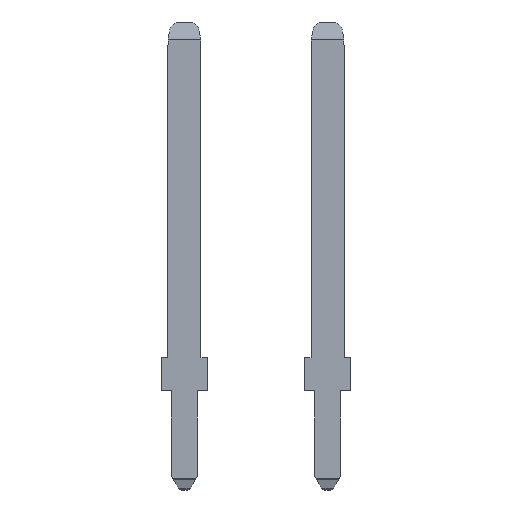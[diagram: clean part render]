
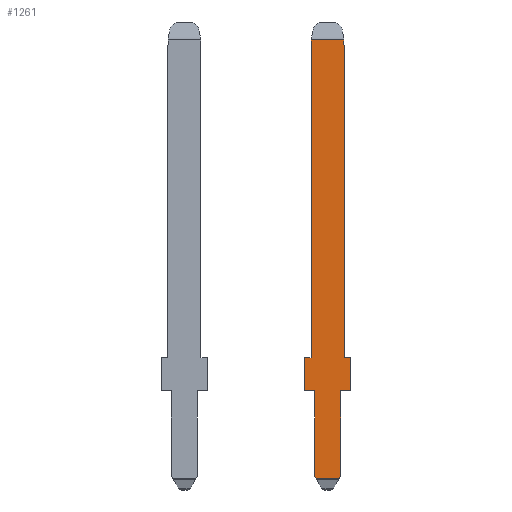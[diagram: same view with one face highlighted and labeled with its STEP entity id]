
A CAD part, front view. The second image highlights one B-rep face of the part: STEP entity #1261.
In plain terms, the highlighted planar face has unit normal (0, -1, 0).
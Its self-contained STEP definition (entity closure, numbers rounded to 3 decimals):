
#27 = LINE ( 'NONE', #753, #682 ) ;
#38 = LINE ( 'NONE', #1637, #690 ) ;
#40 = CARTESIAN_POINT ( 'NONE',  ( -0.85, -0.3, -0.653 ) ) ;
#48 = EDGE_CURVE ( 'NONE', #229, #1066, #1663, .T. ) ;
#54 = VECTOR ( 'NONE', #627, 1000. ) ;
#55 = ORIENTED_EDGE ( 'NONE', *, *, #435, .F. ) ;
#72 = CARTESIAN_POINT ( 'NONE',  ( 0.85, -0.3, -13.4 ) ) ;
#75 = LINE ( 'NONE', #1011, #1445 ) ;
#77 = CARTESIAN_POINT ( 'NONE',  ( -0.85, -0.3, -12.2 ) ) ;
#94 = LINE ( 'NONE', #840, #750 ) ;
#129 = ORIENTED_EDGE ( 'NONE', *, *, #48, .F. ) ;
#145 = CARTESIAN_POINT ( 'NONE',  ( -0.47, -0.3, -16.5 ) ) ;
#172 = DIRECTION ( 'NONE',  ( 1., 0., 0. ) ) ;
#181 = CARTESIAN_POINT ( 'NONE',  ( 0.6, -0.3, -0.998 ) ) ;
#182 = VERTEX_POINT ( 'NONE', #681 ) ;
#194 = EDGE_CURVE ( 'NONE', #767, #928, #1225, .T. ) ;
#198 = VECTOR ( 'NONE', #1622, 1000. ) ;
#207 = DIRECTION ( 'NONE',  ( 1., 0., 0. ) ) ;
#229 = VERTEX_POINT ( 'NONE', #772 ) ;
#242 = VECTOR ( 'NONE', #1057, 1000. ) ;
#244 = LINE ( 'NONE', #77, #907 ) ;
#267 = ORIENTED_EDGE ( 'NONE', *, *, #643, .F. ) ;
#308 = ORIENTED_EDGE ( 'NONE', *, *, #701, .F. ) ;
#326 = DIRECTION ( 'NONE',  ( 0., 1., 0. ) ) ;
#330 = CARTESIAN_POINT ( 'NONE',  ( -3.4, -0.3, -0.998 ) ) ;
#339 = LINE ( 'NONE', #1235, #1688 ) ;
#349 = CARTESIAN_POINT ( 'NONE',  ( -0.585, -0.3, -0.653 ) ) ;
#399 = LINE ( 'NONE', #646, #1061 ) ;
#409 = AXIS2_PLACEMENT_3D ( 'NONE', #1122, #326, #1260 ) ;
#426 = LINE ( 'NONE', #1147, #1488 ) ;
#435 = EDGE_CURVE ( 'NONE', #1395, #1343, #399, .T. ) ;
#447 = LINE ( 'NONE', #1297, #54 ) ;
#462 = VERTEX_POINT ( 'NONE', #926 ) ;
#475 = DIRECTION ( 'NONE',  ( 0., 0., -1. ) ) ;
#485 = VERTEX_POINT ( 'NONE', #145 ) ;
#492 = DIRECTION ( 'NONE',  ( 0., 0., 1. ) ) ;
#525 = CARTESIAN_POINT ( 'NONE',  ( 0.585, -0.3, -0.653 ) ) ;
#542 = EDGE_CURVE ( 'NONE', #485, #1050, #904, .T. ) ;
#546 = DIRECTION ( 'NONE',  ( 0., 1., 0. ) ) ;
#551 = CARTESIAN_POINT ( 'NONE',  ( -0.85, -0.3, -12.2 ) ) ;
#565 = CARTESIAN_POINT ( 'NONE',  ( -0.85, -0.3, -12.2 ) ) ;
#576 = ORIENTED_EDGE ( 'NONE', *, *, #1579, .F. ) ;
#627 = DIRECTION ( 'NONE',  ( 0., 0., -1. ) ) ;
#639 = ORIENTED_EDGE ( 'NONE', *, *, #664, .F. ) ;
#643 = EDGE_CURVE ( 'NONE', #182, #710, #94, .T. ) ;
#646 = CARTESIAN_POINT ( 'NONE',  ( 0.47, -0.3, -16.586 ) ) ;
#649 = VERTEX_POINT ( 'NONE', #721 ) ;
#659 = PLANE ( 'NONE',  #1712 ) ;
#664 = EDGE_CURVE ( 'NONE', #1255, #767, #799, .T. ) ;
#666 = AXIS2_PLACEMENT_3D ( 'NONE', #330, #1267, #475 ) ;
#681 = CARTESIAN_POINT ( 'NONE',  ( 0.85, -0.3, -12.2 ) ) ;
#682 = VECTOR ( 'NONE', #1560, 1000. ) ;
#690 = VECTOR ( 'NONE', #963, 1000. ) ;
#701 = EDGE_CURVE ( 'NONE', #928, #1474, #1425, .T. ) ;
#710 = VERTEX_POINT ( 'NONE', #72 ) ;
#711 = LINE ( 'NONE', #1625, #1387 ) ;
#717 = ORIENTED_EDGE ( 'NONE', *, *, #1705, .F. ) ;
#721 = CARTESIAN_POINT ( 'NONE',  ( 0.6, -0.3, -12.2 ) ) ;
#723 = CARTESIAN_POINT ( 'NONE',  ( -0.47, -0.3, -13.4 ) ) ;
#735 = ORIENTED_EDGE ( 'NONE', *, *, #194, .F. ) ;
#750 = VECTOR ( 'NONE', #1648, 1000. ) ;
#753 = CARTESIAN_POINT ( 'NONE',  ( -0.42, -0.3, -16.586 ) ) ;
#759 = ORIENTED_EDGE ( 'NONE', *, *, #795, .F. ) ;
#767 = VERTEX_POINT ( 'NONE', #349 ) ;
#771 = EDGE_CURVE ( 'NONE', #462, #1285, #75, .T. ) ;
#772 = CARTESIAN_POINT ( 'NONE',  ( 0.42, -0.3, -16.586 ) ) ;
#795 = EDGE_CURVE ( 'NONE', #1343, #229, #426, .T. ) ;
#799 = CIRCLE ( 'NONE', #409, 4. ) ;
#821 = EDGE_LOOP ( 'NONE', ( #1352, #1604, #1627, #1111, #129, #759, #55, #991, #267, #576, #717, #308, #735, #639, #891, #908 ) ) ;
#840 = CARTESIAN_POINT ( 'NONE',  ( 0.85, -0.3, -16.586 ) ) ;
#845 = EDGE_CURVE ( 'NONE', #1066, #485, #27, .T. ) ;
#866 = VECTOR ( 'NONE', #1496, 1000. ) ;
#891 = ORIENTED_EDGE ( 'NONE', *, *, #1420, .F. ) ;
#904 = LINE ( 'NONE', #1203, #198 ) ;
#907 = VECTOR ( 'NONE', #207, 1000. ) ;
#908 = ORIENTED_EDGE ( 'NONE', *, *, #1394, .F. ) ;
#916 = CARTESIAN_POINT ( 'NONE',  ( -0.6, -0.3, -0.998 ) ) ;
#926 = CARTESIAN_POINT ( 'NONE',  ( -0.85, -0.3, -13.4 ) ) ;
#928 = VERTEX_POINT ( 'NONE', #525 ) ;
#930 = CARTESIAN_POINT ( 'NONE',  ( -0.85, -0.3, -16.586 ) ) ;
#953 = DIRECTION ( 'NONE',  ( -1., 0., 0. ) ) ;
#963 = DIRECTION ( 'NONE',  ( 0., 0., 1. ) ) ;
#991 = ORIENTED_EDGE ( 'NONE', *, *, #1361, .F. ) ;
#1011 = CARTESIAN_POINT ( 'NONE',  ( -0.85, -0.3, -16.586 ) ) ;
#1050 = VERTEX_POINT ( 'NONE', #723 ) ;
#1057 = DIRECTION ( 'NONE',  ( -1., 0., 0. ) ) ;
#1061 = VECTOR ( 'NONE', #1453, 1000. ) ;
#1066 = VERTEX_POINT ( 'NONE', #1125 ) ;
#1100 = DIRECTION ( 'NONE',  ( -1., 0., 0. ) ) ;
#1111 = ORIENTED_EDGE ( 'NONE', *, *, #845, .F. ) ;
#1122 = CARTESIAN_POINT ( 'NONE',  ( 3.4, -0.3, -0.998 ) ) ;
#1125 = CARTESIAN_POINT ( 'NONE',  ( -0.42, -0.3, -16.586 ) ) ;
#1147 = CARTESIAN_POINT ( 'NONE',  ( 0.47, -0.3, -16.5 ) ) ;
#1188 = VECTOR ( 'NONE', #172, 1000. ) ;
#1203 = CARTESIAN_POINT ( 'NONE',  ( -0.47, -0.3, -16.586 ) ) ;
#1217 = CARTESIAN_POINT ( 'NONE',  ( 0.47, -0.3, -13.4 ) ) ;
#1225 = LINE ( 'NONE', #40, #1188 ) ;
#1228 = VERTEX_POINT ( 'NONE', #1717 ) ;
#1235 = CARTESIAN_POINT ( 'NONE',  ( -0.85, -0.3, -13.4 ) ) ;
#1255 = VERTEX_POINT ( 'NONE', #916 ) ;
#1260 = DIRECTION ( 'NONE',  ( 0., 0., -1. ) ) ;
#1261 = ADVANCED_FACE ( 'NONE', ( #1557 ), #659, .F. ) ;
#1267 = DIRECTION ( 'NONE',  ( 0., 1., 0. ) ) ;
#1284 = DIRECTION ( 'NONE',  ( -0.5, 0., -0.866 ) ) ;
#1285 = VERTEX_POINT ( 'NONE', #551 ) ;
#1297 = CARTESIAN_POINT ( 'NONE',  ( 0.6, -0.3, -16.586 ) ) ;
#1334 = CARTESIAN_POINT ( 'NONE',  ( -0.85, -0.3, -16.586 ) ) ;
#1343 = VERTEX_POINT ( 'NONE', #1349 ) ;
#1349 = CARTESIAN_POINT ( 'NONE',  ( 0.47, -0.3, -16.5 ) ) ;
#1352 = ORIENTED_EDGE ( 'NONE', *, *, #771, .F. ) ;
#1361 = EDGE_CURVE ( 'NONE', #710, #1395, #711, .T. ) ;
#1387 = VECTOR ( 'NONE', #953, 1000. ) ;
#1394 = EDGE_CURVE ( 'NONE', #1285, #1228, #1581, .T. ) ;
#1395 = VERTEX_POINT ( 'NONE', #1217 ) ;
#1420 = EDGE_CURVE ( 'NONE', #1228, #1255, #38, .T. ) ;
#1425 = CIRCLE ( 'NONE', #666, 4. ) ;
#1445 = VECTOR ( 'NONE', #492, 1000. ) ;
#1453 = DIRECTION ( 'NONE',  ( 0., 0., -1. ) ) ;
#1473 = DIRECTION ( 'NONE',  ( 0., 0., 1. ) ) ;
#1474 = VERTEX_POINT ( 'NONE', #181 ) ;
#1488 = VECTOR ( 'NONE', #1284, 1000. ) ;
#1496 = DIRECTION ( 'NONE',  ( 1., 0., 0. ) ) ;
#1520 = EDGE_CURVE ( 'NONE', #1050, #462, #339, .T. ) ;
#1557 = FACE_OUTER_BOUND ( 'NONE', #821, .T. ) ;
#1560 = DIRECTION ( 'NONE',  ( -0.5, 0., 0.866 ) ) ;
#1579 = EDGE_CURVE ( 'NONE', #649, #182, #244, .T. ) ;
#1581 = LINE ( 'NONE', #565, #866 ) ;
#1604 = ORIENTED_EDGE ( 'NONE', *, *, #1520, .F. ) ;
#1622 = DIRECTION ( 'NONE',  ( 0., 0., 1. ) ) ;
#1625 = CARTESIAN_POINT ( 'NONE',  ( -0.85, -0.3, -13.4 ) ) ;
#1627 = ORIENTED_EDGE ( 'NONE', *, *, #542, .F. ) ;
#1637 = CARTESIAN_POINT ( 'NONE',  ( -0.6, -0.3, -16.586 ) ) ;
#1648 = DIRECTION ( 'NONE',  ( 0., 0., -1. ) ) ;
#1663 = LINE ( 'NONE', #930, #242 ) ;
#1688 = VECTOR ( 'NONE', #1100, 1000. ) ;
#1705 = EDGE_CURVE ( 'NONE', #1474, #649, #447, .T. ) ;
#1712 = AXIS2_PLACEMENT_3D ( 'NONE', #1334, #546, #1473 ) ;
#1717 = CARTESIAN_POINT ( 'NONE',  ( -0.6, -0.3, -12.2 ) ) ;
